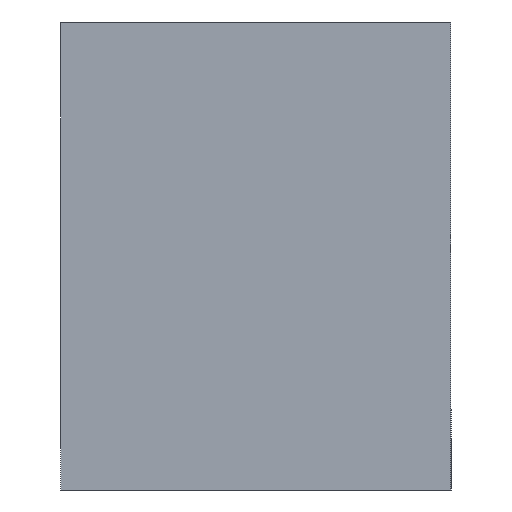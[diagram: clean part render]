
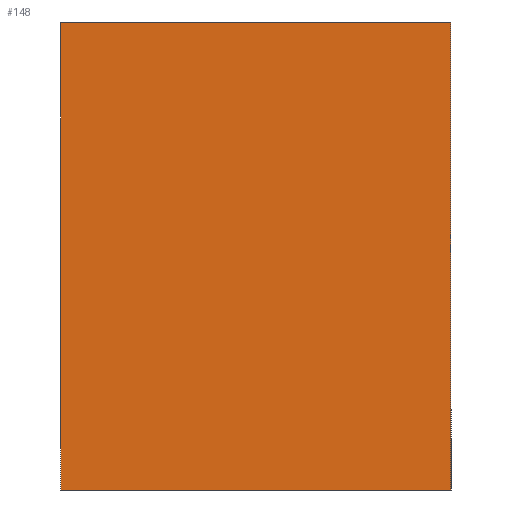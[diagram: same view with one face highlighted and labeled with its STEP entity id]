
A CAD part, front view. The second image highlights one B-rep face of the part: STEP entity #148.
In plain terms, the highlighted planar face has unit normal (0, -1, 0).
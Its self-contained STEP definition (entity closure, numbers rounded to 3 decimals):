
#22=PLANE('',#174);
#30=FACE_OUTER_BOUND('',#40,.T.);
#40=EDGE_LOOP('',(#135,#136,#137,#138));
#48=LINE('',#241,#62);
#51=LINE('',#246,#65);
#52=LINE('',#249,#66);
#54=LINE('',#252,#68);
#62=VECTOR('',#200,10.);
#65=VECTOR('',#205,10.);
#66=VECTOR('',#208,10.);
#68=VECTOR('',#212,10.);
#81=VERTEX_POINT('',#238);
#82=VERTEX_POINT('',#240);
#83=VERTEX_POINT('',#244);
#84=VERTEX_POINT('',#248);
#96=EDGE_CURVE('',#81,#82,#48,.T.);
#99=EDGE_CURVE('',#83,#81,#51,.T.);
#100=EDGE_CURVE('',#84,#82,#52,.T.);
#102=EDGE_CURVE('',#83,#84,#54,.T.);
#135=ORIENTED_EDGE('',*,*,#102,.T.);
#136=ORIENTED_EDGE('',*,*,#100,.T.);
#137=ORIENTED_EDGE('',*,*,#96,.F.);
#138=ORIENTED_EDGE('',*,*,#99,.F.);
#148=ADVANCED_FACE('',(#30),#22,.T.);
#174=AXIS2_PLACEMENT_3D('',#253,#213,#214);
#200=DIRECTION('',(-1.,0.,0.));
#205=DIRECTION('',(0.,0.,-1.));
#208=DIRECTION('',(0.,0.,-1.));
#212=DIRECTION('',(-1.,0.,0.));
#213=DIRECTION('center_axis',(0.,-1.,0.));
#214=DIRECTION('ref_axis',(0.,0.,-1.));
#238=CARTESIAN_POINT('',(15.,-3.,-3.));
#240=CARTESIAN_POINT('',(0.,-3.,-3.));
#241=CARTESIAN_POINT('',(15.,-3.,-3.));
#244=CARTESIAN_POINT('',(15.,-3.,15.));
#246=CARTESIAN_POINT('',(15.,-3.,0.));
#248=CARTESIAN_POINT('',(0.,-3.,15.));
#249=CARTESIAN_POINT('',(0.,-3.,15.));
#252=CARTESIAN_POINT('',(15.,-3.,15.));
#253=CARTESIAN_POINT('Origin',(7.5,-3.,7.5));
